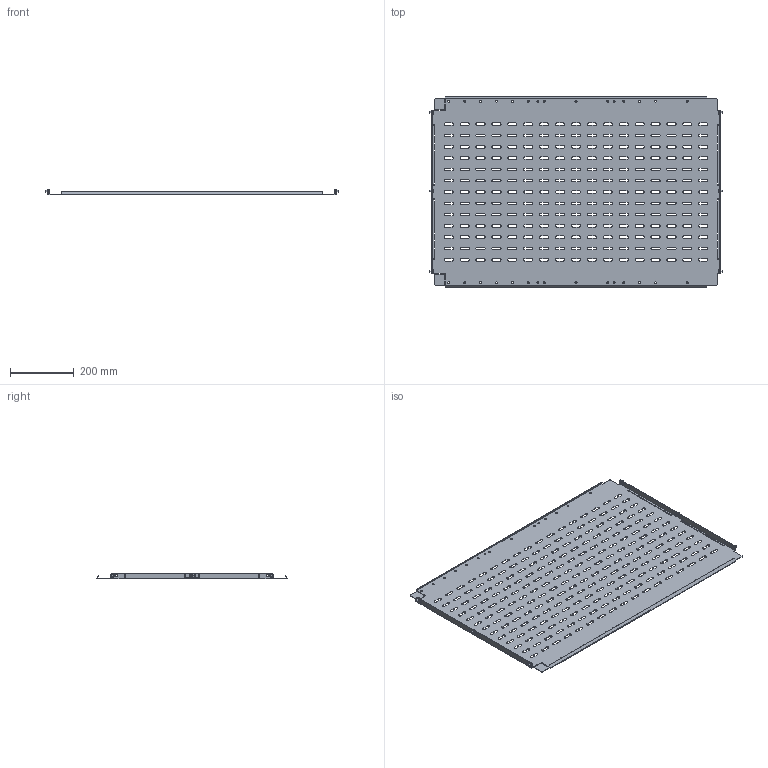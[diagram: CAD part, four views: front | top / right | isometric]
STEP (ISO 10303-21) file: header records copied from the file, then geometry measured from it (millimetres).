
FILE_DESCRIPTION (( 'STEP AP203' ), '1' );
FILE_NAME ('FO-00-SWV-060-100 FORMAT Ïåðåãîðîäêà ñåêöèîíèðîâàíèÿ âåðòèêàëüíàÿ 600õ1000 IEK.STEP', '2025-01-20T08:55:58', ( '' ), ( '' ), 'SwSTEP 2.0', 'SolidWorks 2022', '' );
FILE_SCHEMA (( 'CONFIG_CONTROL_DESIGN' ));
Length unit declared in the file: millimetre
Products named in the file (1): FO-00-SWV-060-100 FORMAT Перегородка секционирования вертикальная 600х1000 IEK
Bounding box: 920.9 x 598.93 x 17.5 mm (x, y, z)
Volume: 787897.6 mm3; surface area: 1078868.3 mm2
Topology: 1 solids, 1 shells, 1371 faces, 4031 edges, 2670 vertices
Faces by surface type: plane 682, cylinder 641, cone 24, torus 24
Entity records: 47136 total; most frequent: DIRECTION 8129, CARTESIAN_POINT 8073, ORIENTED_EDGE 8062, EDGE_CURVE 4031, AXIS2_PLACEMENT_3D 2726, VECTOR 2677, LINE 2677, VERTEX_POINT 2670
